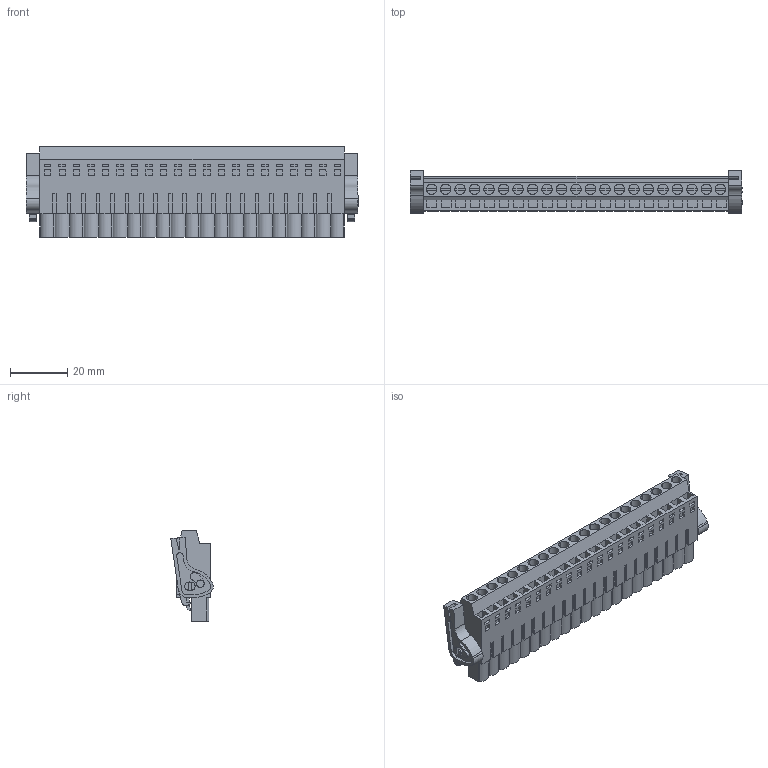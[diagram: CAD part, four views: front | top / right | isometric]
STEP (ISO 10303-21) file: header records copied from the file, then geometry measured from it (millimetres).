
FILE_DESCRIPTION(('CATIA V5 STEP Exchange','CAx-IF Rec.Pracs.--- Model Styling and Organization---1.2---2011-12-15'),'2;1');
FILE_NAME ('D1458712_0_1890410000_1890410000.stp','2017-10-31T20:45:31+00:00',('none'),('Weidmueller'),'CATIA Version 5-6 Release 2014','CATIA V5 STEP AP214','none');
FILE_SCHEMA(('AUTOMOTIVE_DESIGN { 1 0 10303 214 1 1 1 1 }'));
Length unit declared in the file: millimetre
Products named in the file (1): 1890410000
Bounding box: 116.38 x 14.91 x 31.8 mm (x, y, z)
Volume: 29778.5 mm3; surface area: 17398.5 mm2
Topology: 24 solids, 24 shells, 1510 faces, 4213 edges, 2868 vertices
Faces by surface type: plane 1250, cylinder 260
Entity records: 46813 total; most frequent: CARTESIAN_POINT 8826, ORIENTED_EDGE 8426, DIRECTION 6016, EDGE_CURVE 4213, VECTOR 3589, LINE 3589, VERTEX_POINT 2868, EDGE_LOOP 1635
